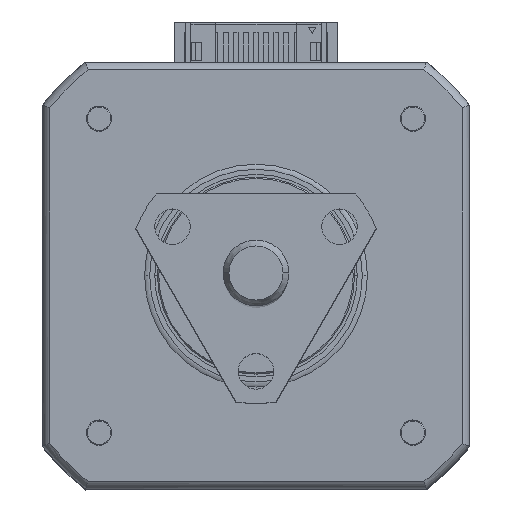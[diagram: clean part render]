
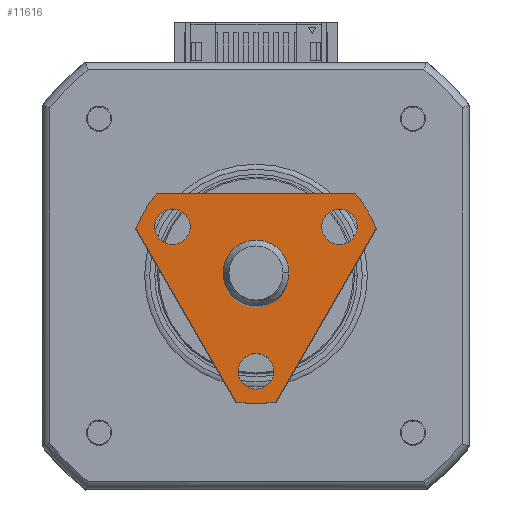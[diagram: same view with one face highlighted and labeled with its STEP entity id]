
A CAD part, top view. The second image highlights one B-rep face of the part: STEP entity #11616.
In plain terms, the highlighted planar face has unit normal (0, 0, 1).
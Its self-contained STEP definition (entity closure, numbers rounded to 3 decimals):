
#886 = LINE ( 'NONE', #15375, #26836 ) ;
#1358 = AXIS2_PLACEMENT_3D ( 'NONE', #19402, #21953, #27525 ) ;
#1472 = ORIENTED_EDGE ( 'NONE', *, *, #32976, .F. ) ;
#1685 = CARTESIAN_POINT ( 'NONE',  ( 0., 0., 34. ) ) ;
#1788 = CARTESIAN_POINT ( 'NONE',  ( 12.542, -1.996, 34. ) ) ;
#1822 = FACE_BOUND ( 'NONE', #35293, .T. ) ;
#2255 = ORIENTED_EDGE ( 'NONE', *, *, #33875, .F. ) ;
#2544 = DIRECTION ( 'NONE',  ( 0., 0., 1. ) ) ;
#2574 = AXIS2_PLACEMENT_3D ( 'NONE', #33790, #25460, #31022 ) ;
#2640 = EDGE_CURVE ( 'NONE', #17204, #24622, #27768, .T. ) ;
#2860 = CARTESIAN_POINT ( 'NONE',  ( -4.762, -8.249, 34. ) ) ;
#3188 = VECTOR ( 'NONE', #22223, 1000. ) ;
#3314 = PLANE ( 'NONE',  #2574 ) ;
#3435 = VERTEX_POINT ( 'NONE', #8238 ) ;
#3680 = CIRCLE ( 'NONE', #4651, 12.7 ) ;
#3733 = CARTESIAN_POINT ( 'NONE',  ( 9.525, 0., 34. ) ) ;
#3800 = CARTESIAN_POINT ( 'NONE',  ( -6.512, 8.249, 34. ) ) ;
#3861 = DIRECTION ( 'NONE',  ( -1., 0., 0. ) ) ;
#4455 = CARTESIAN_POINT ( 'NONE',  ( 12.542, -1.996, 34. ) ) ;
#4541 = EDGE_CURVE ( 'NONE', #3435, #31271, #26383, .T. ) ;
#4651 = AXIS2_PLACEMENT_3D ( 'NONE', #7569, #35104, #26920 ) ;
#4781 = CARTESIAN_POINT ( 'NONE',  ( -3.012, -8.249, 34. ) ) ;
#5124 = DIRECTION ( 'NONE',  ( 0., 0., 1. ) ) ;
#5195 = CARTESIAN_POINT ( 'NONE',  ( 0., 0., 34. ) ) ;
#5455 = CARTESIAN_POINT ( 'NONE',  ( 12.7, 0., 34. ) ) ;
#5762 = CIRCLE ( 'NONE', #26886, 1.75 ) ;
#6021 = AXIS2_PLACEMENT_3D ( 'NONE', #30590, #2544, #22344 ) ;
#6388 = AXIS2_PLACEMENT_3D ( 'NONE', #2860, #33566, #14471 ) ;
#6461 = CARTESIAN_POINT ( 'NONE',  ( -8., -9.864, 34. ) ) ;
#6532 = CARTESIAN_POINT ( 'NONE',  ( 3., 0., 34. ) ) ;
#7173 = CARTESIAN_POINT ( 'NONE',  ( -4.762, -8.249, 34. ) ) ;
#7527 = VERTEX_POINT ( 'NONE', #26035 ) ;
#7569 = CARTESIAN_POINT ( 'NONE',  ( 0., 0., 34. ) ) ;
#8126 = EDGE_CURVE ( 'NONE', #24266, #22534, #28363, .T. ) ;
#8238 = CARTESIAN_POINT ( 'NONE',  ( -6.512, -8.249, 34. ) ) ;
#8304 = ORIENTED_EDGE ( 'NONE', *, *, #15437, .F. ) ;
#8556 = CARTESIAN_POINT ( 'NONE',  ( -4.542, 11.86, 34. ) ) ;
#9007 = LINE ( 'NONE', #4455, #19369 ) ;
#9274 = CARTESIAN_POINT ( 'NONE',  ( 12.542, 1.996, 34. ) ) ;
#9359 = EDGE_LOOP ( 'NONE', ( #14300, #8304 ) ) ;
#9718 = ORIENTED_EDGE ( 'NONE', *, *, #14775, .F. ) ;
#9826 = EDGE_CURVE ( 'NONE', #27132, #10732, #20018, .T. ) ;
#9893 = DIRECTION ( 'NONE',  ( 0., 0., 1. ) ) ;
#9994 = AXIS2_PLACEMENT_3D ( 'NONE', #26402, #34703, #20701 ) ;
#10166 = ORIENTED_EDGE ( 'NONE', *, *, #9826, .F. ) ;
#10168 = DIRECTION ( 'NONE',  ( 0., 0., 1. ) ) ;
#10407 = EDGE_CURVE ( 'NONE', #22534, #24266, #20870, .T. ) ;
#10455 = CARTESIAN_POINT ( 'NONE',  ( -8., 9.864, 34. ) ) ;
#10655 = EDGE_CURVE ( 'NONE', #35003, #7527, #5762, .T. ) ;
#10732 = VERTEX_POINT ( 'NONE', #9274 ) ;
#11187 = AXIS2_PLACEMENT_3D ( 'NONE', #18992, #5124, #16453 ) ;
#11400 = DIRECTION ( 'NONE',  ( -1., 0., 0. ) ) ;
#11616 = ADVANCED_FACE ( 'NONE', ( #1822, #15634, #21262, #19510, #22991 ), #3314, .F. ) ;
#11853 = ORIENTED_EDGE ( 'NONE', *, *, #23913, .F. ) ;
#12301 = DIRECTION ( 'NONE',  ( 0., 0., 1. ) ) ;
#12872 = CARTESIAN_POINT ( 'NONE',  ( -3., 0., 34. ) ) ;
#13252 = ORIENTED_EDGE ( 'NONE', *, *, #4541, .F. ) ;
#13965 = EDGE_CURVE ( 'NONE', #20039, #19522, #886, .T. ) ;
#14181 = VERTEX_POINT ( 'NONE', #5455 ) ;
#14300 = ORIENTED_EDGE ( 'NONE', *, *, #10655, .F. ) ;
#14471 = DIRECTION ( 'NONE',  ( -1., 0., 0. ) ) ;
#14775 = EDGE_CURVE ( 'NONE', #29622, #21890, #9007, .T. ) ;
#15114 = ORIENTED_EDGE ( 'NONE', *, *, #34870, .F. ) ;
#15375 = CARTESIAN_POINT ( 'NONE',  ( -8., 0., 34. ) ) ;
#15437 = EDGE_CURVE ( 'NONE', #7527, #35003, #24974, .T. ) ;
#15634 = FACE_BOUND ( 'NONE', #20854, .T. ) ;
#15668 = ORIENTED_EDGE ( 'NONE', *, *, #13965, .F. ) ;
#16166 = DIRECTION ( 'NONE',  ( 0., 0., -1. ) ) ;
#16453 = DIRECTION ( 'NONE',  ( -1., 0., 0. ) ) ;
#16524 = ORIENTED_EDGE ( 'NONE', *, *, #8126, .F. ) ;
#16850 = CIRCLE ( 'NONE', #26207, 1.75 ) ;
#17204 = VERTEX_POINT ( 'NONE', #26668 ) ;
#18036 = DIRECTION ( 'NONE',  ( 0., 0., 1. ) ) ;
#18992 = CARTESIAN_POINT ( 'NONE',  ( 9.525, 0., 34. ) ) ;
#19173 = AXIS2_PLACEMENT_3D ( 'NONE', #1685, #9893, #29243 ) ;
#19369 = VECTOR ( 'NONE', #23435, 1000. ) ;
#19402 = CARTESIAN_POINT ( 'NONE',  ( 0., 0., 34. ) ) ;
#19510 = FACE_BOUND ( 'NONE', #33560, .T. ) ;
#19522 = VERTEX_POINT ( 'NONE', #10455 ) ;
#19542 = DIRECTION ( 'NONE',  ( 1., 0., 0. ) ) ;
#20018 = LINE ( 'NONE', #8556, #3188 ) ;
#20039 = VERTEX_POINT ( 'NONE', #6461 ) ;
#20190 = EDGE_CURVE ( 'NONE', #14181, #29622, #28056, .T. ) ;
#20701 = DIRECTION ( 'NONE',  ( 1., 0., 0. ) ) ;
#20854 = EDGE_LOOP ( 'NONE', ( #13252, #15114 ) ) ;
#20870 = CIRCLE ( 'NONE', #6021, 3. ) ;
#20925 = DIRECTION ( 'NONE',  ( 0., 1., 0. ) ) ;
#20940 = AXIS2_PLACEMENT_3D ( 'NONE', #27868, #25223, #11400 ) ;
#21262 = FACE_BOUND ( 'NONE', #9359, .T. ) ;
#21890 = VERTEX_POINT ( 'NONE', #32413 ) ;
#21953 = DIRECTION ( 'NONE',  ( 0., 0., -1. ) ) ;
#22223 = DIRECTION ( 'NONE',  ( 0.866, -0.5, 0. ) ) ;
#22344 = DIRECTION ( 'NONE',  ( 1., 0., 0. ) ) ;
#22534 = VERTEX_POINT ( 'NONE', #12872 ) ;
#22991 = FACE_OUTER_BOUND ( 'NONE', #23663, .T. ) ;
#23257 = ORIENTED_EDGE ( 'NONE', *, *, #2640, .F. ) ;
#23435 = DIRECTION ( 'NONE',  ( -0.866, -0.5, 0. ) ) ;
#23487 = CARTESIAN_POINT ( 'NONE',  ( 7.775, 0., 34. ) ) ;
#23663 = EDGE_LOOP ( 'NONE', ( #10166, #2255, #15668, #1472, #9718, #34982, #28471 ) ) ;
#23830 = CARTESIAN_POINT ( 'NONE',  ( -4.762, 8.249, 34. ) ) ;
#23913 = EDGE_CURVE ( 'NONE', #24622, #17204, #16850, .T. ) ;
#24266 = VERTEX_POINT ( 'NONE', #6532 ) ;
#24622 = VERTEX_POINT ( 'NONE', #3800 ) ;
#24974 = CIRCLE ( 'NONE', #11187, 1.75 ) ;
#25223 = DIRECTION ( 'NONE',  ( 0., 0., 1. ) ) ;
#25460 = DIRECTION ( 'NONE',  ( 0., 0., -1. ) ) ;
#26035 = CARTESIAN_POINT ( 'NONE',  ( 11.275, 0., 34. ) ) ;
#26197 = CIRCLE ( 'NONE', #1358, 12.7 ) ;
#26207 = AXIS2_PLACEMENT_3D ( 'NONE', #23830, #10168, #35050 ) ;
#26292 = DIRECTION ( 'NONE',  ( -1., 0., 0. ) ) ;
#26383 = CIRCLE ( 'NONE', #6388, 1.75 ) ;
#26402 = CARTESIAN_POINT ( 'NONE',  ( 0., 0., 34. ) ) ;
#26668 = CARTESIAN_POINT ( 'NONE',  ( -3.012, 8.249, 34. ) ) ;
#26836 = VECTOR ( 'NONE', #20925, 1000. ) ;
#26886 = AXIS2_PLACEMENT_3D ( 'NONE', #3733, #12301, #3861 ) ;
#26920 = DIRECTION ( 'NONE',  ( 1., 0., 0. ) ) ;
#27132 = VERTEX_POINT ( 'NONE', #30745 ) ;
#27525 = DIRECTION ( 'NONE',  ( 1., 0., 0. ) ) ;
#27768 = CIRCLE ( 'NONE', #20940, 1.75 ) ;
#27868 = CARTESIAN_POINT ( 'NONE',  ( -4.762, 8.249, 34. ) ) ;
#28056 = CIRCLE ( 'NONE', #29867, 12.7 ) ;
#28280 = CIRCLE ( 'NONE', #35441, 1.75 ) ;
#28363 = CIRCLE ( 'NONE', #19173, 3. ) ;
#28471 = ORIENTED_EDGE ( 'NONE', *, *, #34912, .F. ) ;
#29243 = DIRECTION ( 'NONE',  ( 1., 0., 0. ) ) ;
#29622 = VERTEX_POINT ( 'NONE', #1788 ) ;
#29867 = AXIS2_PLACEMENT_3D ( 'NONE', #5195, #16166, #19542 ) ;
#30428 = CIRCLE ( 'NONE', #9994, 12.7 ) ;
#30590 = CARTESIAN_POINT ( 'NONE',  ( 0., 0., 34. ) ) ;
#30745 = CARTESIAN_POINT ( 'NONE',  ( -4.542, 11.86, 34. ) ) ;
#31022 = DIRECTION ( 'NONE',  ( -1., 0., 0. ) ) ;
#31271 = VERTEX_POINT ( 'NONE', #4781 ) ;
#32413 = CARTESIAN_POINT ( 'NONE',  ( -4.542, -11.86, 34. ) ) ;
#32976 = EDGE_CURVE ( 'NONE', #21890, #20039, #26197, .T. ) ;
#33560 = EDGE_LOOP ( 'NONE', ( #11853, #23257 ) ) ;
#33566 = DIRECTION ( 'NONE',  ( 0., 0., 1. ) ) ;
#33790 = CARTESIAN_POINT ( 'NONE',  ( 0., 0., 34. ) ) ;
#33875 = EDGE_CURVE ( 'NONE', #19522, #27132, #3680, .T. ) ;
#34703 = DIRECTION ( 'NONE',  ( 0., 0., -1. ) ) ;
#34870 = EDGE_CURVE ( 'NONE', #31271, #3435, #28280, .T. ) ;
#34912 = EDGE_CURVE ( 'NONE', #10732, #14181, #30428, .T. ) ;
#34982 = ORIENTED_EDGE ( 'NONE', *, *, #20190, .F. ) ;
#35003 = VERTEX_POINT ( 'NONE', #23487 ) ;
#35050 = DIRECTION ( 'NONE',  ( -1., 0., 0. ) ) ;
#35104 = DIRECTION ( 'NONE',  ( 0., 0., -1. ) ) ;
#35293 = EDGE_LOOP ( 'NONE', ( #16524, #35707 ) ) ;
#35441 = AXIS2_PLACEMENT_3D ( 'NONE', #7173, #18036, #26292 ) ;
#35707 = ORIENTED_EDGE ( 'NONE', *, *, #10407, .F. ) ;
